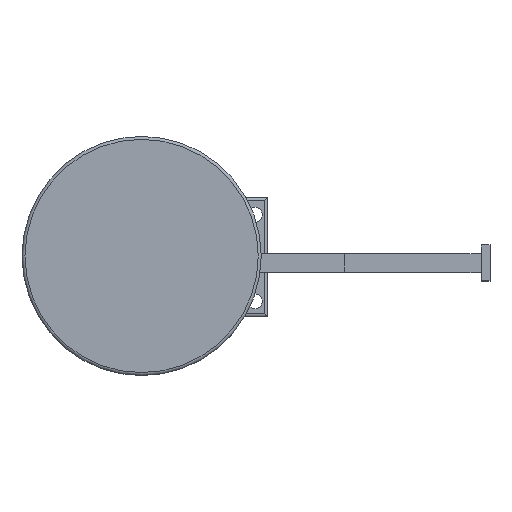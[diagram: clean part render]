
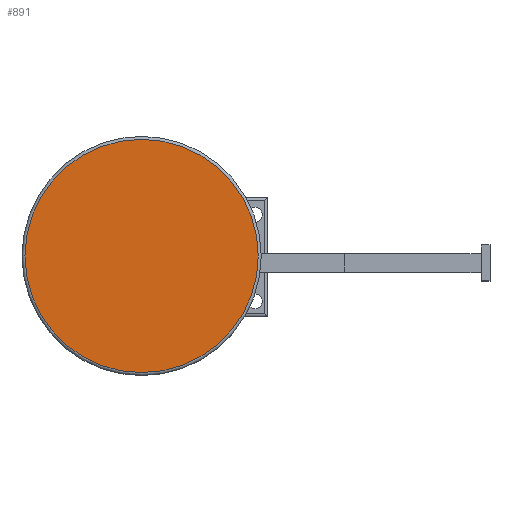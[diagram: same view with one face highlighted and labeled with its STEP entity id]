
A CAD part, top view. The second image highlights one B-rep face of the part: STEP entity #891.
In plain terms, the highlighted face is planar.
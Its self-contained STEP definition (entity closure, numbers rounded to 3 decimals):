
#241=CIRCLE('',#1221,39.);
#268=PLANE('',#1220);
#306=FACE_OUTER_BOUND('',#359,.T.);
#359=EDGE_LOOP('',(#745));
#537=VERTEX_POINT('',#1781);
#613=EDGE_CURVE('',#537,#537,#241,.T.);
#745=ORIENTED_EDGE('',*,*,#613,.F.);
#891=ADVANCED_FACE('',(#306),#268,.T.);
#1220=AXIS2_PLACEMENT_3D('',#1780,#1437,#1438);
#1221=AXIS2_PLACEMENT_3D('',#1782,#1439,#1440);
#1437=DIRECTION('center_axis',(0.,1.,0.));
#1438=DIRECTION('ref_axis',(-1.,0.,0.));
#1439=DIRECTION('center_axis',(0.,-1.,0.));
#1440=DIRECTION('ref_axis',(-1.,0.,0.));
#1780=CARTESIAN_POINT('Origin',(-77.,-4.48,72.));
#1781=CARTESIAN_POINT('',(-77.,-4.48,33.));
#1782=CARTESIAN_POINT('Origin',(-77.,-4.48,72.));
